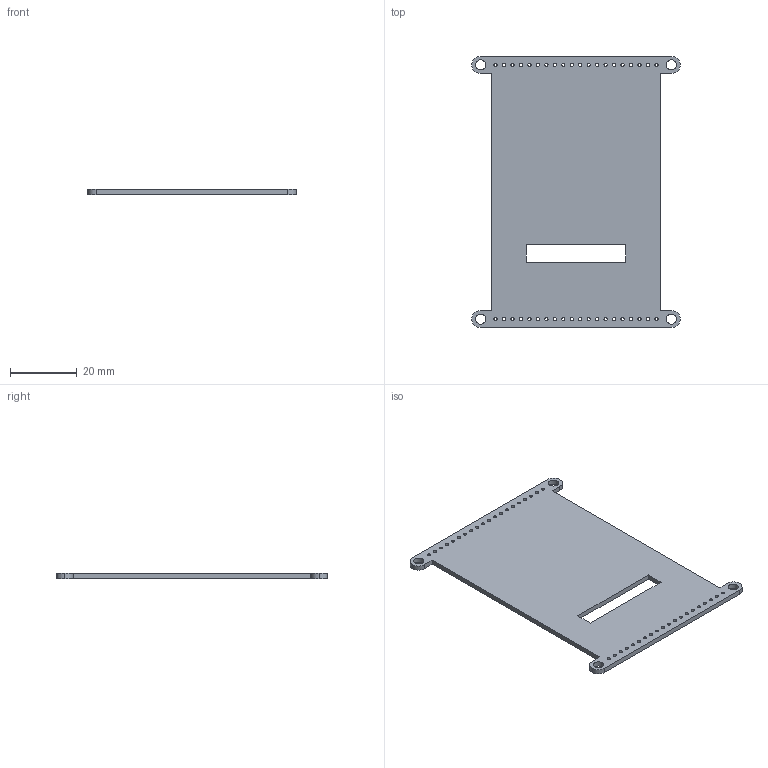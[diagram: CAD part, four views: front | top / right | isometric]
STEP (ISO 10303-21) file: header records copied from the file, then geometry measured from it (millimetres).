
FILE_DESCRIPTION(('KiCad electronic assembly'),'2;1');
FILE_NAME('Adafruit 2.8 TFT Breakout v2.step','2025-06-12T10:26:27',( 'Pcbnew'),('Kicad'),'Open CASCADE STEP processor 7.8', 'KiCad to STEP converter','Unknown');
FILE_SCHEMA(('AUTOMOTIVE_DESIGN { 1 0 10303 214 1 1 1 1 }'));
Length unit declared in the file: millimetre
Products named in the file (2): Adafruit 2.8 TFT Breakout v2 1; Adafruit 2.8 TFT Breakout v2_PCB
Assembly tree (1 placements, depth 2):
  Adafruit 2.8 TFT Breakout v2 1
    Adafruit 2.8 TFT Breakout v2_PCB
Bounding box: 62.48 x 81.28 x 1.51 mm (x, y, z)
Volume: 6065.8 mm3; surface area: 8843.8 mm2
Topology: 1 solids, 1 shells, 66 faces, 192 edges, 128 vertices
Faces by surface type: cylinder 52, plane 14
Full cylindrical faces by diameter (mm): 1 x40, 3 x4
Entity records: 2457 total; most frequent: DIRECTION 432, CARTESIAN_POINT 388, ORIENTED_EDGE 384, EDGE_CURVE 192, AXIS2_PLACEMENT_3D 172, FACE_BOUND 156, EDGE_LOOP 156, VERTEX_POINT 128
